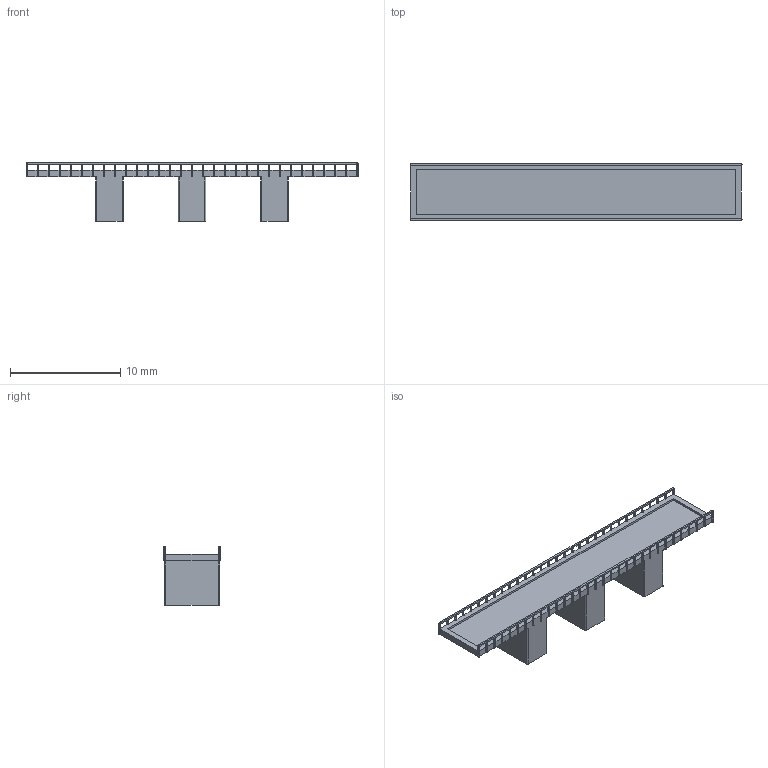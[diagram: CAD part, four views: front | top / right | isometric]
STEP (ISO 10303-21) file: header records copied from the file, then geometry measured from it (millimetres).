
FILE_DESCRIPTION(('Open CASCADE Model'),'2;1');
FILE_NAME('Open CASCADE Shape Model','2024-05-28T14:17:45',('Author'),( 'Open CASCADE'),'Open CASCADE STEP processor 7.7','Open CASCADE 7.7' ,'Unknown');
FILE_SCHEMA(('AUTOMOTIVE_DESIGN { 1 0 10303 214 1 1 1 1 }'));
Length unit declared in the file: millimetre
Products named in the file (1): Open CASCADE STEP translator 7.7 21
Bounding box: 30.15 x 5.15 x 5.28 mm (x, y, z)
Volume: 192.1 mm3; surface area: 682.2 mm2
Topology: 1 solids, 4 shells, 581 faces, 2076 edges, 1384 vertices
Faces by surface type: plane 305, cylinder 276
Entity records: 48984 total; most frequent: CARTESIAN_POINT 9640, DIRECTION 7014, LINE 4246, VECTOR 4246, ORIENTED_EDGE 4152, PCURVE 4152, DEFINITIONAL_REPRESENTATION 4152, EDGE_CURVE 2076
